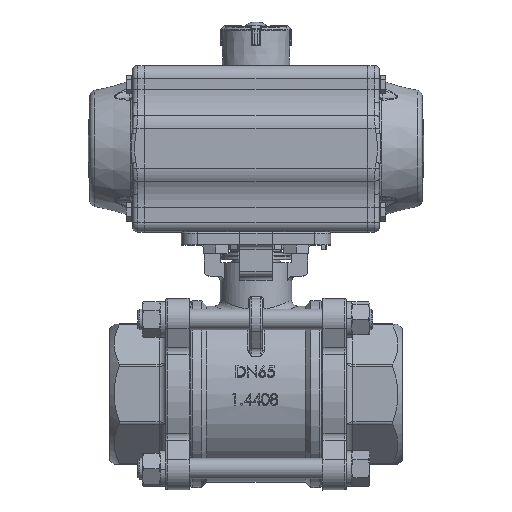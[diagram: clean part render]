
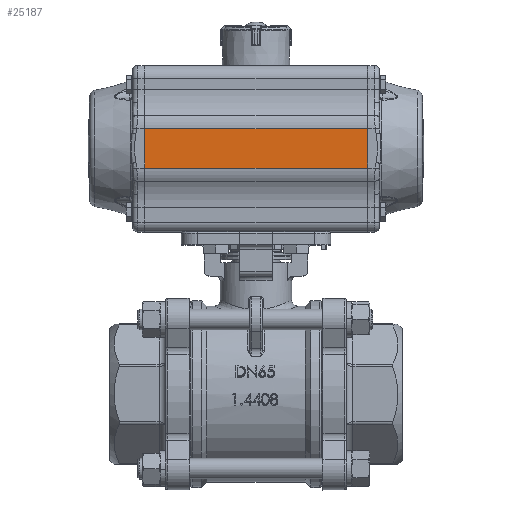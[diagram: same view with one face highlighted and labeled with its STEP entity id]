
A CAD part, top view. The second image highlights one B-rep face of the part: STEP entity #25187.
In plain terms, the highlighted face is planar.
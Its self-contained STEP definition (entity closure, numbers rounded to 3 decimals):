
#2778=LINE('',#78126,#4323);
#2789=LINE('',#78179,#4334);
#2811=LINE('',#78261,#4356);
#2812=LINE('',#78263,#4357);
#4323=VECTOR('',#33695,1000.);
#4334=VECTOR('',#33738,1000.);
#4356=VECTOR('',#33816,1000.);
#4357=VECTOR('',#33819,1000.);
#5116=PLANE('',#27755);
#12121=ORIENTED_EDGE('',*,*,#16166,.T.);
#12122=ORIENTED_EDGE('',*,*,#16234,.F.);
#12123=ORIENTED_EDGE('',*,*,#16192,.F.);
#12124=ORIENTED_EDGE('',*,*,#16235,.T.);
#16166=EDGE_CURVE('',#18751,#18750,#2778,.T.);
#16192=EDGE_CURVE('',#18776,#18777,#2789,.T.);
#16234=EDGE_CURVE('',#18777,#18750,#2811,.T.);
#16235=EDGE_CURVE('',#18776,#18751,#2812,.T.);
#18750=VERTEX_POINT('',#78125);
#18751=VERTEX_POINT('',#78127);
#18776=VERTEX_POINT('',#78178);
#18777=VERTEX_POINT('',#78180);
#21692=EDGE_LOOP('',(#12121,#12122,#12123,#12124));
#23535=FACE_BOUND('',#21692,.T.);
#25187=ADVANCED_FACE('',(#23535),#5116,.F.);
#27755=AXIS2_PLACEMENT_3D('',#78262,#33817,#33818);
#33695=DIRECTION('',(0.,1.,0.));
#33738=DIRECTION('',(0.,1.,0.));
#33816=DIRECTION('',(0.,0.,-1.));
#33817=DIRECTION('',(-1.,0.,0.));
#33818=DIRECTION('',(0.,0.,1.));
#33819=DIRECTION('',(0.,0.,-1.));
#78125=CARTESIAN_POINT('',(42.5,12.191,-68.5));
#78126=CARTESIAN_POINT('',(42.5,-12.191,-68.5));
#78127=CARTESIAN_POINT('',(42.5,-12.191,-68.5));
#78178=CARTESIAN_POINT('',(42.5,-12.191,68.5));
#78179=CARTESIAN_POINT('',(42.5,-12.191,68.5));
#78180=CARTESIAN_POINT('',(42.5,12.191,68.5));
#78261=CARTESIAN_POINT('',(42.5,12.191,68.5));
#78262=CARTESIAN_POINT('',(42.5,-12.191,68.5));
#78263=CARTESIAN_POINT('',(42.5,-12.191,68.5));
